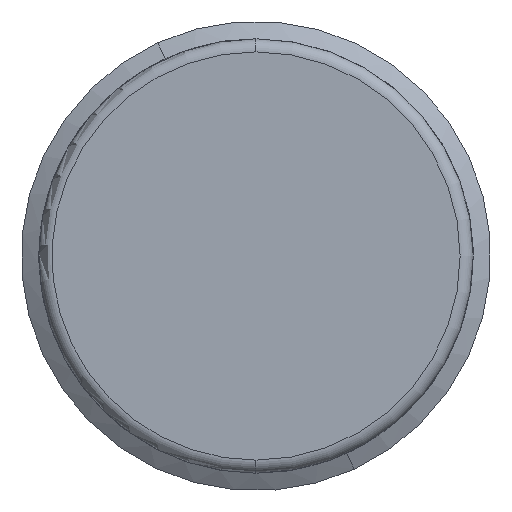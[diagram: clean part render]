
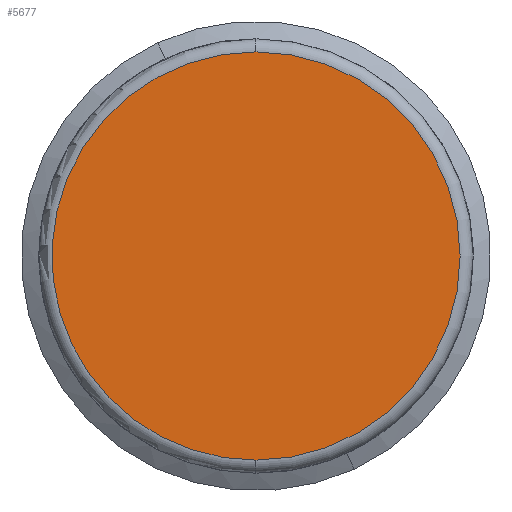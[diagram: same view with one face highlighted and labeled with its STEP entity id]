
A CAD part, left-side view. The second image highlights one B-rep face of the part: STEP entity #5677.
In plain terms, the highlighted planar face has unit normal (-1, 0, 0).
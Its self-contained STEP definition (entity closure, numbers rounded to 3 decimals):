
#1831=CARTESIAN_POINT('',(-21.95,0.,2.408));
#1832=DIRECTION('',(-1.,0.,0.));
#1833=DIRECTION('',(0.,0.,1.));
#1834=AXIS2_PLACEMENT_3D('',#1831,#1832,#1833);
#1836=CARTESIAN_POINT('',(-21.95,0.,2.408));
#1837=DIRECTION('',(-1.,0.,0.));
#1838=DIRECTION('',(0.,0.,-1.));
#1839=AXIS2_PLACEMENT_3D('',#1836,#1837,#1838);
#1841=CARTESIAN_POINT('',(-21.95,0.,2.408));
#1842=DIRECTION('',(-1.,0.,0.));
#1843=DIRECTION('',(0.,0.96,-0.281));
#1844=AXIS2_PLACEMENT_3D('',#1841,#1842,#1843);
#1847=CARTESIAN_POINT('',(-21.95,0.,10.233));
#1849=VERTEX_POINT('',#1847);
#1850=CARTESIAN_POINT('',(-21.95,7.511,0.212));
#1851=VERTEX_POINT('',#1850);
#1852=CARTESIAN_POINT('',(-21.95,0.,-5.417));
#1853=VERTEX_POINT('',#1852);
#5667=CARTESIAN_POINT('',(-21.95,0.,-5.558));
#5668=DIRECTION('',(1.,0.,0.));
#5669=DIRECTION('',(0.,1.,0.));
#5670=AXIS2_PLACEMENT_3D('',#5667,#5668,#5669);
#5671=PLANE('',#5670);
#5672=ORIENTED_EDGE('',*,*,#2225,.F.);
#5673=ORIENTED_EDGE('',*,*,#5660,.F.);
#5674=ORIENTED_EDGE('',*,*,#2227,.F.);
#5675=EDGE_LOOP('',(#5672,#5673,#5674));
#5676=FACE_OUTER_BOUND('',#5675,.F.);
#1835=CIRCLE('',#1834,7.825);
#1840=CIRCLE('',#1839,7.825);
#1845=CIRCLE('',#1844,7.825);
#2225=EDGE_CURVE('',#1849,#1851,#1835,.T.);
#2227=EDGE_CURVE('',#1851,#1853,#1845,.T.);
#5660=EDGE_CURVE('',#1853,#1849,#1840,.T.);
#5677=ADVANCED_FACE('',(#5676),#5671,.F.);
